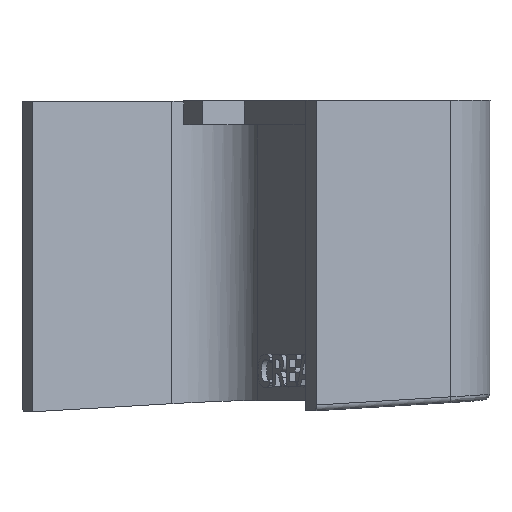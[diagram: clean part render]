
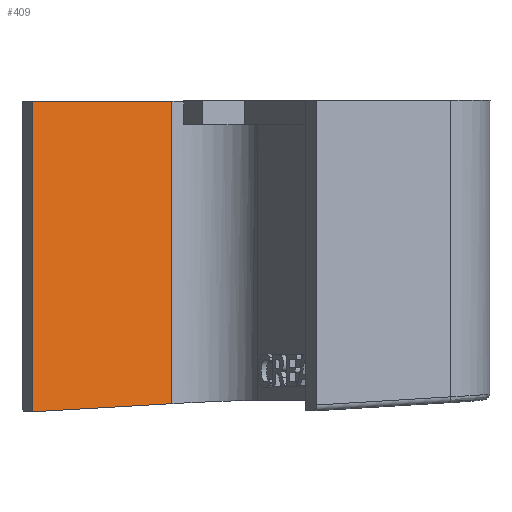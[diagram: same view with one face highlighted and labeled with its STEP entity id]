
A CAD part, top view. The second image highlights one B-rep face of the part: STEP entity #409.
In plain terms, the highlighted planar face has unit normal (0.469, 0, 0.883).
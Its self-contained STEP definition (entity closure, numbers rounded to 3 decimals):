
#210=FACE_OUTER_BOUND('',#1279,.T.);
#409=ADVANCED_FACE('',(#210),#588,.F.);
#588=PLANE('',#3530);
#752=LINE('',#4826,#1032);
#759=LINE('',#4856,#1039);
#772=LINE('',#4902,#1052);
#773=LINE('',#4904,#1053);
#1032=VECTOR('',#3749,1.);
#1039=VECTOR('',#3760,1.);
#1052=VECTOR('',#3789,1.);
#1053=VECTOR('',#3790,1.);
#1279=EDGE_LOOP('',(#1656,#1657,#1658,#1659));
#1656=ORIENTED_EDGE('',*,*,#2948,.F.);
#1657=ORIENTED_EDGE('',*,*,#2975,.T.);
#1658=ORIENTED_EDGE('',*,*,#2976,.F.);
#1659=ORIENTED_EDGE('',*,*,#2958,.F.);
#2600=VERTEX_POINT('',#4825);
#2601=VERTEX_POINT('',#4827);
#2603=VERTEX_POINT('',#4832);
#2623=VERTEX_POINT('',#4903);
#2948=EDGE_CURVE('',#2600,#2601,#752,.T.);
#2958=EDGE_CURVE('',#2601,#2603,#759,.T.);
#2975=EDGE_CURVE('',#2600,#2623,#772,.T.);
#2976=EDGE_CURVE('',#2603,#2623,#773,.T.);
#3530=AXIS2_PLACEMENT_3D('',#4905,#3791,#3792);
#3749=DIRECTION('',(0.,-1.,0.));
#3760=DIRECTION('',(-0.882,-0.052,0.469));
#3789=DIRECTION('',(-0.883,0.,0.469));
#3790=DIRECTION('',(0.,1.,0.));
#3791=DIRECTION('',(-0.469,0.,-0.883));
#3792=DIRECTION('',(0.883,0.,-0.469));
#4825=CARTESIAN_POINT('',(721.31,783.692,629.972));
#4826=CARTESIAN_POINT('',(721.31,756.692,629.972));
#4827=CARTESIAN_POINT('',(721.31,758.335,629.972));
#4832=CARTESIAN_POINT('',(709.649,757.644,636.173));
#4856=CARTESIAN_POINT('',(721.235,758.331,630.013));
#4902=CARTESIAN_POINT('',(721.31,783.692,629.972));
#4903=CARTESIAN_POINT('',(709.649,783.692,636.173));
#4904=CARTESIAN_POINT('',(709.649,771.192,636.173));
#4905=CARTESIAN_POINT('',(721.31,756.692,629.972));
